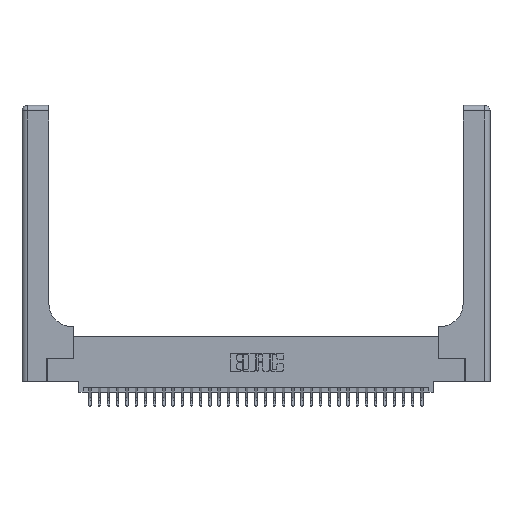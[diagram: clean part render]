
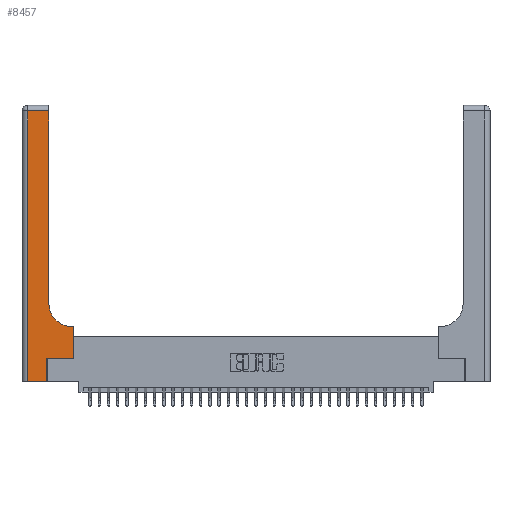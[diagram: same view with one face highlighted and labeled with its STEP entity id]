
A CAD part, top view. The second image highlights one B-rep face of the part: STEP entity #8457.
In plain terms, the highlighted planar face has unit normal (0, 0, 1).
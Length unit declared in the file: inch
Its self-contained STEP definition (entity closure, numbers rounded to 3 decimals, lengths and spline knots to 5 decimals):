
#349 = ORIENTED_EDGE ( 'NONE', *, *, #24837, .T. ) ;
#482 = CARTESIAN_POINT ( 'NONE',  ( 0.2915, 2.94, 0.37 ) ) ;
#608 = CARTESIAN_POINT ( 'NONE',  ( 0.06, 2.94, 0.37 ) ) ;
#647 = ORIENTED_EDGE ( 'NONE', *, *, #23142, .T. ) ;
#1069 = CARTESIAN_POINT ( 'NONE',  ( 0.5585, 0.25, 0.37 ) ) ;
#1762 = VECTOR ( 'NONE', #4708, 39.37008 ) ;
#3113 = CARTESIAN_POINT ( 'NONE',  ( 0.2915, 3., 0.37 ) ) ;
#4573 = EDGE_CURVE ( 'NONE', #14939, #32895, #28254, .T. ) ;
#4610 = VERTEX_POINT ( 'NONE', #23345 ) ;
#4708 = DIRECTION ( 'NONE',  ( 1., 0., 0. ) ) ;
#4781 = LINE ( 'NONE', #23918, #15016 ) ;
#5840 = DIRECTION ( 'NONE',  ( 0., 1., 0. ) ) ;
#5913 = DIRECTION ( 'NONE',  ( 1., 0., 0. ) ) ;
#6394 = LINE ( 'NONE', #16814, #26061 ) ;
#6405 = ORIENTED_EDGE ( 'NONE', *, *, #16771, .T. ) ;
#8457 = ADVANCED_FACE ( 'NONE', ( #10153 ), #25553, .F. ) ;
#8894 = DIRECTION ( 'NONE',  ( 0., 1., 0. ) ) ;
#9167 = DIRECTION ( 'NONE',  ( -1., 0., 0. ) ) ;
#10107 = VERTEX_POINT ( 'NONE', #32939 ) ;
#10153 = FACE_OUTER_BOUND ( 'NONE', #15167, .T. ) ;
#10286 = ORIENTED_EDGE ( 'NONE', *, *, #32615, .T. ) ;
#10293 = CARTESIAN_POINT ( 'NONE',  ( 0.2915, 0.6, 0.37 ) ) ;
#10545 = LINE ( 'NONE', #13390, #16120 ) ;
#11155 = CARTESIAN_POINT ( 'NONE',  ( 0.269, 0.25, 0.37 ) ) ;
#12117 = ORIENTED_EDGE ( 'NONE', *, *, #19297, .T. ) ;
#12251 = LINE ( 'NONE', #11155, #20816 ) ;
#13390 = CARTESIAN_POINT ( 'NONE',  ( 0., 2.94, 0.37 ) ) ;
#14529 = CARTESIAN_POINT ( 'NONE',  ( 0.5585, 0.6, 0.37 ) ) ;
#14939 = VERTEX_POINT ( 'NONE', #18747 ) ;
#14960 = DIRECTION ( 'NONE',  ( 0., 0., -1. ) ) ;
#15016 = VECTOR ( 'NONE', #32156, 39.37008 ) ;
#15167 = EDGE_LOOP ( 'NONE', ( #647, #10286, #6405, #30846, #27556, #12117, #17553, #349, #15302 ) ) ;
#15302 = ORIENTED_EDGE ( 'NONE', *, *, #25724, .T. ) ;
#15398 = LINE ( 'NONE', #31938, #1762 ) ;
#16120 = VECTOR ( 'NONE', #16145, 39.37008 ) ;
#16145 = DIRECTION ( 'NONE',  ( -1., 0., 0. ) ) ;
#16771 = EDGE_CURVE ( 'NONE', #34060, #10107, #4781, .T. ) ;
#16814 = CARTESIAN_POINT ( 'NONE',  ( 0.269, 0., 0.37 ) ) ;
#17473 = DIRECTION ( 'NONE',  ( 0., 0., -1. ) ) ;
#17553 = ORIENTED_EDGE ( 'NONE', *, *, #4573, .T. ) ;
#17861 = VERTEX_POINT ( 'NONE', #482 ) ;
#18484 = VECTOR ( 'NONE', #8894, 39.37008 ) ;
#18747 = CARTESIAN_POINT ( 'NONE',  ( 0.5585, 0.25, 0.37 ) ) ;
#18759 = CIRCLE ( 'NONE', #24292, 0.25 ) ;
#19297 = EDGE_CURVE ( 'NONE', #4610, #14939, #12251, .T. ) ;
#19609 = CARTESIAN_POINT ( 'NONE',  ( 0.5415, 0.6, 0.37 ) ) ;
#20816 = VECTOR ( 'NONE', #5913, 39.37008 ) ;
#20989 = LINE ( 'NONE', #10293, #21436 ) ;
#21436 = VECTOR ( 'NONE', #29052, 39.37008 ) ;
#21507 = VECTOR ( 'NONE', #31759, 39.37008 ) ;
#23142 = EDGE_CURVE ( 'NONE', #32211, #17861, #25716, .T. ) ;
#23345 = CARTESIAN_POINT ( 'NONE',  ( 0.269, 0.25, 0.37 ) ) ;
#23918 = CARTESIAN_POINT ( 'NONE',  ( 0.06, 3., 0.37 ) ) ;
#24292 = AXIS2_PLACEMENT_3D ( 'NONE', #25714, #17473, #28581 ) ;
#24837 = EDGE_CURVE ( 'NONE', #32895, #30278, #20989, .T. ) ;
#25553 = PLANE ( 'NONE',  #30511 ) ;
#25714 = CARTESIAN_POINT ( 'NONE',  ( 0.5415, 0.85, 0.37 ) ) ;
#25716 = LINE ( 'NONE', #3113, #18484 ) ;
#25724 = EDGE_CURVE ( 'NONE', #30278, #32211, #18759, .T. ) ;
#26061 = VECTOR ( 'NONE', #5840, 39.37008 ) ;
#26067 = CARTESIAN_POINT ( 'NONE',  ( 0., 3., 0.37 ) ) ;
#27556 = ORIENTED_EDGE ( 'NONE', *, *, #30668, .T. ) ;
#28254 = LINE ( 'NONE', #1069, #21507 ) ;
#28581 = DIRECTION ( 'NONE',  ( 1., 0., 0. ) ) ;
#29052 = DIRECTION ( 'NONE',  ( -1., 0., 0. ) ) ;
#30278 = VERTEX_POINT ( 'NONE', #19609 ) ;
#30511 = AXIS2_PLACEMENT_3D ( 'NONE', #26067, #14960, #9167 ) ;
#30668 = EDGE_CURVE ( 'NONE', #34283, #4610, #6394, .T. ) ;
#30846 = ORIENTED_EDGE ( 'NONE', *, *, #35023, .T. ) ;
#31433 = CARTESIAN_POINT ( 'NONE',  ( 0.269, 0., 0.37 ) ) ;
#31759 = DIRECTION ( 'NONE',  ( 0., 1., 0. ) ) ;
#31938 = CARTESIAN_POINT ( 'NONE',  ( 0., 0., 0.37 ) ) ;
#32156 = DIRECTION ( 'NONE',  ( 0., -1., 0. ) ) ;
#32211 = VERTEX_POINT ( 'NONE', #33316 ) ;
#32615 = EDGE_CURVE ( 'NONE', #17861, #34060, #10545, .T. ) ;
#32895 = VERTEX_POINT ( 'NONE', #14529 ) ;
#32939 = CARTESIAN_POINT ( 'NONE',  ( 0.06, 0., 0.37 ) ) ;
#33316 = CARTESIAN_POINT ( 'NONE',  ( 0.2915, 0.85, 0.37 ) ) ;
#34060 = VERTEX_POINT ( 'NONE', #608 ) ;
#34283 = VERTEX_POINT ( 'NONE', #31433 ) ;
#35023 = EDGE_CURVE ( 'NONE', #10107, #34283, #15398, .T. ) ;
